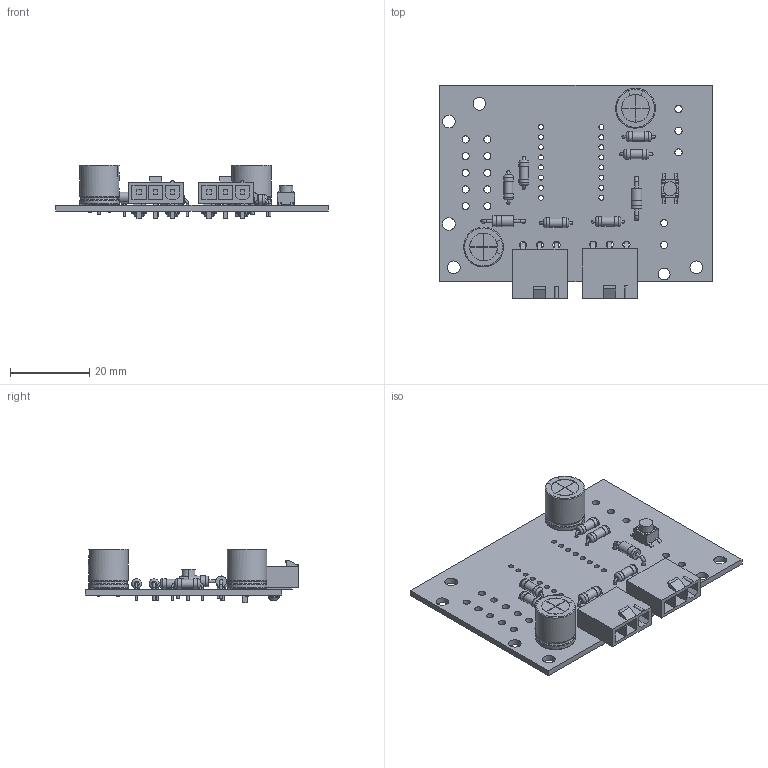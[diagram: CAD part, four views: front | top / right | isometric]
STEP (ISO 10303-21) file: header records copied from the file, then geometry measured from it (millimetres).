
FILE_DESCRIPTION(('KiCad electronic assembly'),'2;1');
FILE_NAME('HydraOswietlenie.step','2025-04-28T18:32:52',('Pcbnew'),( 'Kicad'),'Open CASCADE STEP processor 7.8','KiCad to STEP converter' ,'Unknown');
FILE_SCHEMA(('AUTOMOTIVE_DESIGN { 1 0 10303 214 1 1 1 1 }'));
Length unit declared in the file: millimetre
Products named in the file (9): HydraOswietlenie 1; R_Axial_DIN0207_L6.3mm_D2.5mm_P7.62mm_Horizontal; 39-30-3035; SOLID; COMPOUND; CP_Radial_D10.0mm_P5.00mm; D_DO-41_SOD81_P10.16mm_Horizontal; TL3305BF100QG; HydraOswietlenie_PCB
Assembly tree (16 placements, depth 3):
  HydraOswietlenie 1
    R_Axial_DIN0207_L6.3mm_D2.5mm_P7.62mm_Horizontal  x6
    39-30-3035  x2
      SOLID
      COMPOUND
    CP_Radial_D10.0mm_P5.00mm  x2
    D_DO-41_SOD81_P10.16mm_Horizontal  x2
    TL3305BF100QG
    HydraOswietlenie_PCB
Bounding box: 68.76 x 53.78 x 13.6 mm (x, y, z)
Volume: 8089.6 mm3; surface area: 11809 mm2
Topology: 23 solids, 25 shells, 579 faces, 1371 edges, 918 vertices
Faces by surface type: plane 342, cylinder 169, torus 32, cone 10, bspline 10, revolution 8, sphere 8
Full cylindrical faces by diameter (mm): 0.6 x12, 0.7 x4, 0.8 x20, 1 x4, 1.1 x4, 1.27 x16, 1.8 x18, 1.81 x3, 2.25 x6, 2.5 x12, 2.7 x4, 2.72 x2, 3 x5, 3.2 x5
Entity records: 11815 total; most frequent: CARTESIAN_POINT 2757, DIRECTION 1742, ORIENTED_EDGE 1598, EDGE_CURVE 799, AXIS2_PLACEMENT_3D 623, VERTEX_POINT 526, LINE 492, VECTOR 492
